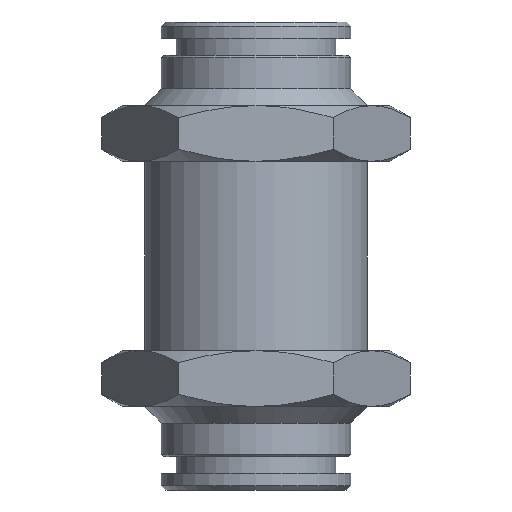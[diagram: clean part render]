
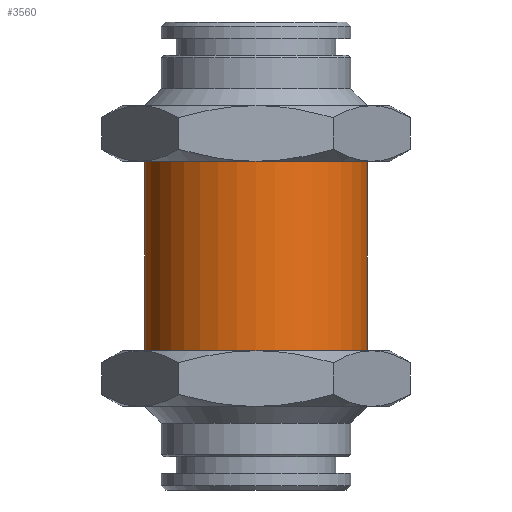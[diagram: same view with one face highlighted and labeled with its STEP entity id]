
A CAD part, front view. The second image highlights one B-rep face of the part: STEP entity #3560.
In plain terms, the highlighted cylindrical face has radius 10 mm (diameter 20 mm), a full revolution.
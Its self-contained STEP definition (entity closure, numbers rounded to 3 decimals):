
#1448=CYLINDRICAL_SURFACE('',#3418,10.);
#1800=ORIENTED_EDGE('',*,*,#2134,.F.);
#1801=ORIENTED_EDGE('',*,*,#2135,.F.);
#1898=CIRCLE('',#3419,10.);
#1899=CIRCLE('',#3420,10.);
#1998=VERTEX_POINT('',#3173);
#1999=VERTEX_POINT('',#3175);
#2134=EDGE_CURVE('',#1998,#1998,#1898,.T.);
#2135=EDGE_CURVE('',#1999,#1999,#1899,.T.);
#2256=EDGE_LOOP('',(#1800));
#2257=EDGE_LOOP('',(#1801));
#2400=FACE_BOUND('',#2256,.T.);
#2401=FACE_BOUND('',#2257,.T.);
#2812=DIRECTION('',(0.,-1.,0.));
#2813=DIRECTION('',(0.,0.,1.));
#2814=DIRECTION('',(0.,1.,0.));
#2815=DIRECTION('',(0.,0.,-10.));
#2816=DIRECTION('',(0.,-1.,0.));
#2817=DIRECTION('',(0.,0.,-10.));
#3172=CARTESIAN_POINT('',(33.912,39.097,0.));
#3173=CARTESIAN_POINT('',(33.912,37.597,-10.));
#3174=CARTESIAN_POINT('',(33.912,37.597,0.));
#3175=CARTESIAN_POINT('',(33.912,10.597,-10.));
#3176=CARTESIAN_POINT('',(33.912,10.597,0.));
#3418=AXIS2_PLACEMENT_3D('',#3172,#2812,#2813);
#3419=AXIS2_PLACEMENT_3D('',#3174,#2814,#2815);
#3420=AXIS2_PLACEMENT_3D('',#3176,#2816,#2817);
#3560=ADVANCED_FACE('',(#2400,#2401),#1448,.T.);
